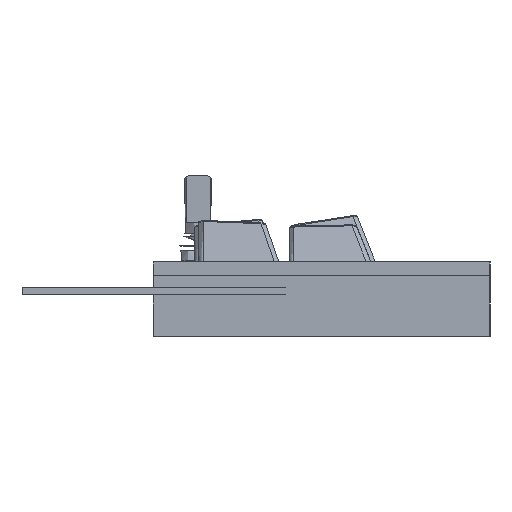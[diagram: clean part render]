
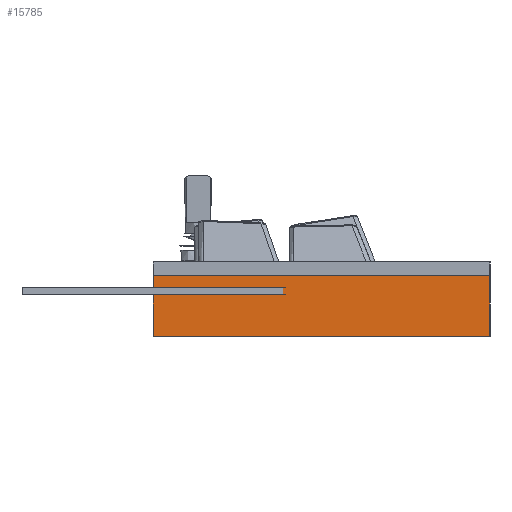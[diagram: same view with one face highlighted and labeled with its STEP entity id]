
A CAD part, left-side view. The second image highlights one B-rep face of the part: STEP entity #15785.
In plain terms, the highlighted planar face has unit normal (-1, 0, 0).
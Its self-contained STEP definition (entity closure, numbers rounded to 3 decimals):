
#1787=FACE_OUTER_BOUND('',#2745,.T.);
#2745=EDGE_LOOP('',(#11266,#11267,#11268,#11269));
#3809=LINE('',#22899,#5456);
#3810=LINE('',#22901,#5457);
#3811=LINE('',#22903,#5458);
#3812=LINE('',#22904,#5459);
#5456=VECTOR('',#18658,10.);
#5457=VECTOR('',#18659,10.);
#5458=VECTOR('',#18660,10.);
#5459=VECTOR('',#18661,10.);
#7085=VERTEX_POINT('',#22897);
#7086=VERTEX_POINT('',#22898);
#7087=VERTEX_POINT('',#22900);
#7088=VERTEX_POINT('',#22902);
#8682=EDGE_CURVE('',#7085,#7086,#3809,.T.);
#8683=EDGE_CURVE('',#7085,#7087,#3810,.T.);
#8684=EDGE_CURVE('',#7088,#7087,#3811,.T.);
#8685=EDGE_CURVE('',#7086,#7088,#3812,.T.);
#11266=ORIENTED_EDGE('',*,*,#8682,.F.);
#11267=ORIENTED_EDGE('',*,*,#8683,.T.);
#11268=ORIENTED_EDGE('',*,*,#8684,.F.);
#11269=ORIENTED_EDGE('',*,*,#8685,.F.);
#15155=PLANE('',#16881);
#15785=ADVANCED_FACE('',(#1787),#15155,.T.);
#16881=AXIS2_PLACEMENT_3D('',#22896,#18656,#18657);
#18656=DIRECTION('center_axis',(-1.,0.,0.));
#18657=DIRECTION('ref_axis',(0.,-1.,0.));
#18658=DIRECTION('',(0.,1.,0.));
#18659=DIRECTION('',(0.,0.,1.));
#18660=DIRECTION('',(0.,-1.,0.));
#18661=DIRECTION('',(0.,0.,1.));
#22896=CARTESIAN_POINT('Origin',(-42.4,55.,0.));
#22897=CARTESIAN_POINT('',(-42.4,-17.5,0.));
#22898=CARTESIAN_POINT('',(-42.4,55.,0.));
#22899=CARTESIAN_POINT('',(-42.4,-17.5,0.));
#22900=CARTESIAN_POINT('',(-42.4,-17.5,13.));
#22901=CARTESIAN_POINT('',(-42.4,-17.5,0.));
#22902=CARTESIAN_POINT('',(-42.4,55.,13.));
#22903=CARTESIAN_POINT('',(-42.4,-17.5,13.));
#22904=CARTESIAN_POINT('',(-42.4,55.,0.));
